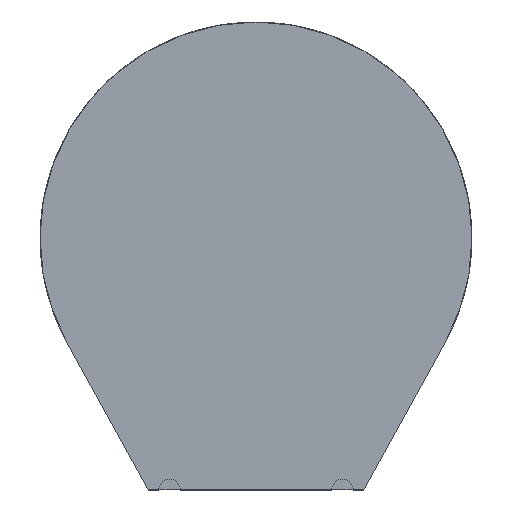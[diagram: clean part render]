
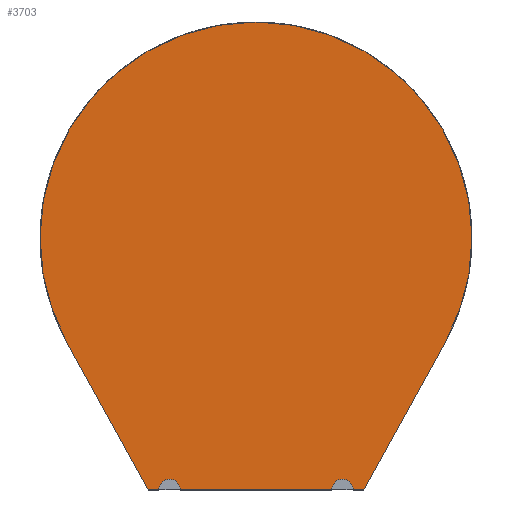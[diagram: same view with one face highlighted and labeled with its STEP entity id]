
A CAD part, top view. The second image highlights one B-rep face of the part: STEP entity #3703.
In plain terms, the highlighted planar face has unit normal (0, 0, 1).
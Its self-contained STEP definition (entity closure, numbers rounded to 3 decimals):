
#3512 = EDGE_CURVE('',#3513,#3515,#3517,.T.);
#3513 = VERTEX_POINT('',#3514);
#3514 = CARTESIAN_POINT('',(30.,0.,0.754));
#3515 = VERTEX_POINT('',#3516);
#3516 = CARTESIAN_POINT('',(-30.,0.,0.754));
#3517 = CIRCLE('',#3518,30.);
#3518 = AXIS2_PLACEMENT_3D('',#3519,#3520,#3521);
#3519 = CARTESIAN_POINT('',(0.,0.,0.754));
#3520 = DIRECTION('',(-0.,0.,1.));
#3521 = DIRECTION('',(1.,0.,0.));
#3554 = EDGE_CURVE('',#3515,#3555,#3557,.T.);
#3555 = VERTEX_POINT('',#3556);
#3556 = CARTESIAN_POINT('',(-26.293,-14.446,0.754));
#3557 = CIRCLE('',#3558,30.);
#3558 = AXIS2_PLACEMENT_3D('',#3559,#3560,#3561);
#3559 = CARTESIAN_POINT('',(0.,0.,0.754));
#3560 = DIRECTION('',(-0.,0.,1.));
#3561 = DIRECTION('',(1.,0.,0.));
#3590 = VERTEX_POINT('',#3591);
#3591 = CARTESIAN_POINT('',(10.5,-35.,0.754));
#3597 = EDGE_CURVE('',#3598,#3590,#3600,.T.);
#3598 = VERTEX_POINT('',#3599);
#3599 = CARTESIAN_POINT('',(-10.5,-35.,0.754));
#3600 = LINE('',#3601,#3602);
#3601 = CARTESIAN_POINT('',(0.,-35.,0.754));
#3602 = VECTOR('',#3603,1.);
#3603 = DIRECTION('',(1.,0.,0.));
#3630 = VERTEX_POINT('',#3631);
#3631 = CARTESIAN_POINT('',(13.5,-35.,0.754));
#3646 = VERTEX_POINT('',#3647);
#3647 = CARTESIAN_POINT('',(15.,-35.,0.754));
#3653 = EDGE_CURVE('',#3630,#3646,#3654,.T.);
#3654 = LINE('',#3655,#3656);
#3655 = CARTESIAN_POINT('',(0.,-35.,0.754));
#3656 = VECTOR('',#3657,1.);
#3657 = DIRECTION('',(1.,0.,0.));
#3678 = VERTEX_POINT('',#3679);
#3679 = CARTESIAN_POINT('',(-13.5,-35.,0.754));
#3685 = EDGE_CURVE('',#3686,#3678,#3688,.T.);
#3686 = VERTEX_POINT('',#3687);
#3687 = CARTESIAN_POINT('',(-15.,-35.,0.754));
#3688 = LINE('',#3689,#3690);
#3689 = CARTESIAN_POINT('',(0.,-35.,0.754));
#3690 = VECTOR('',#3691,1.);
#3691 = DIRECTION('',(1.,0.,0.));
#3703 = ADVANCED_FACE('',(#3704),#3746,.T.);
#3704 = FACE_BOUND('',#3705,.T.);
#3705 = EDGE_LOOP('',(#3706,#3707,#3714,#3715,#3723,#3730,#3731,#3732,
    #3738,#3739));
#3706 = ORIENTED_EDGE('',*,*,#3597,.T.);
#3707 = ORIENTED_EDGE('',*,*,#3708,.T.);
#3708 = EDGE_CURVE('',#3590,#3630,#3709,.T.);
#3709 = CIRCLE('',#3710,1.5);
#3710 = AXIS2_PLACEMENT_3D('',#3711,#3712,#3713);
#3711 = CARTESIAN_POINT('',(12.,-35.,0.754));
#3712 = DIRECTION('',(0.,0.,-1.));
#3713 = DIRECTION('',(1.,0.,0.));
#3714 = ORIENTED_EDGE('',*,*,#3653,.T.);
#3715 = ORIENTED_EDGE('',*,*,#3716,.T.);
#3716 = EDGE_CURVE('',#3646,#3717,#3719,.T.);
#3717 = VERTEX_POINT('',#3718);
#3718 = CARTESIAN_POINT('',(26.293,-14.446,0.754));
#3719 = LINE('',#3720,#3721);
#3720 = CARTESIAN_POINT('',(26.293,-14.446,0.754));
#3721 = VECTOR('',#3722,1.);
#3722 = DIRECTION('',(0.482,0.876,0.));
#3723 = ORIENTED_EDGE('',*,*,#3724,.T.);
#3724 = EDGE_CURVE('',#3717,#3513,#3725,.T.);
#3725 = CIRCLE('',#3726,30.);
#3726 = AXIS2_PLACEMENT_3D('',#3727,#3728,#3729);
#3727 = CARTESIAN_POINT('',(0.,0.,0.754));
#3728 = DIRECTION('',(-0.,0.,1.));
#3729 = DIRECTION('',(1.,0.,0.));
#3730 = ORIENTED_EDGE('',*,*,#3512,.T.);
#3731 = ORIENTED_EDGE('',*,*,#3554,.T.);
#3732 = ORIENTED_EDGE('',*,*,#3733,.F.);
#3733 = EDGE_CURVE('',#3686,#3555,#3734,.T.);
#3734 = LINE('',#3735,#3736);
#3735 = CARTESIAN_POINT('',(-26.293,-14.446,0.754));
#3736 = VECTOR('',#3737,1.);
#3737 = DIRECTION('',(-0.482,0.876,0.));
#3738 = ORIENTED_EDGE('',*,*,#3685,.T.);
#3739 = ORIENTED_EDGE('',*,*,#3740,.F.);
#3740 = EDGE_CURVE('',#3598,#3678,#3741,.T.);
#3741 = CIRCLE('',#3742,1.5);
#3742 = AXIS2_PLACEMENT_3D('',#3743,#3744,#3745);
#3743 = CARTESIAN_POINT('',(-12.,-35.,0.754));
#3744 = DIRECTION('',(-0.,0.,1.));
#3745 = DIRECTION('',(1.,0.,0.));
#3746 = PLANE('',#3747);
#3747 = AXIS2_PLACEMENT_3D('',#3748,#3749,#3750);
#3748 = CARTESIAN_POINT('',(0.,0.,0.754));
#3749 = DIRECTION('',(-0.,0.,1.));
#3750 = DIRECTION('',(1.,0.,0.));
